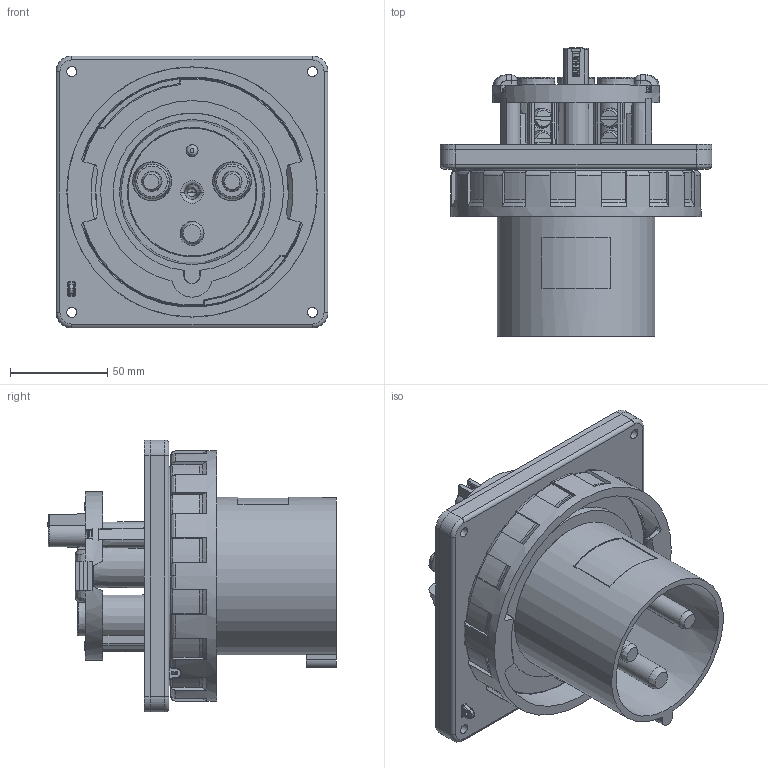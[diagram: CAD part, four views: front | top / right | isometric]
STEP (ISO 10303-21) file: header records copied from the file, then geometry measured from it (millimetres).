
FILE_DESCRIPTION(/* description */ (''),/* implementation_level */ '2;1');
FILE_NAME(/* name */ '4003585.stp',/* time_stamp */ '2019-03-01T11:18:25+01:00',/* author */ (''),/* organization */ (''),/* preprocessor_version */ 'ST-DEVELOPER v16.7',/* originating_system */ 'SIEMENS PLM Software NX 12.0',/* authorisation */ '');
FILE_SCHEMA (('AUTOMOTIVE_DESIGN { 1 0 10303 214 3 1 1 1 }'));
Products named in the file (1): bsom23CC53FBp197
Bounding box: 139.7 x 148.2 x 139.7 mm (x, y, z)
Volume: 420455.3 mm3; surface area: 292051.6 mm2
Topology: 26 solids, 26 shells, 2095 faces, 5215 edges, 3323 vertices
Faces by surface type: plane 1016, cylinder 512, bspline 256, cone 142, extrusion 70, torus 67, sphere 24, revolution 8
Full cylindrical faces by diameter (mm): 1.4 x3, 2.5 x1, 2.8 x4, 2.85 x2, 3.2 x3, 3.4 x12, 3.5 x2, 3.8 x4, 4 x3, 4.3 x3, 4.5 x10, 4.642 x1, 5 x5, 5.1 x4, 6 x1, 6.2 x1, 6.5 x1, 7.4 x4, 7.75 x3, 8 x1, 8.5 x6, 10 x8, 10.3 x2, 10.5 x4, 11.7 x1, 12 x3, 12.3 x1, 15 x3, 18 x3, 18.5 x3
Entity records: 79315 total; most frequent: CARTESIAN_POINT 31717, ORIENTED_EDGE 9752, DIRECTION 9264, EDGE_CURVE 4876, AXIS2_PLACEMENT_3D 3395, VERTEX_POINT 3257, EDGE_LOOP 2593, VECTOR 2466
